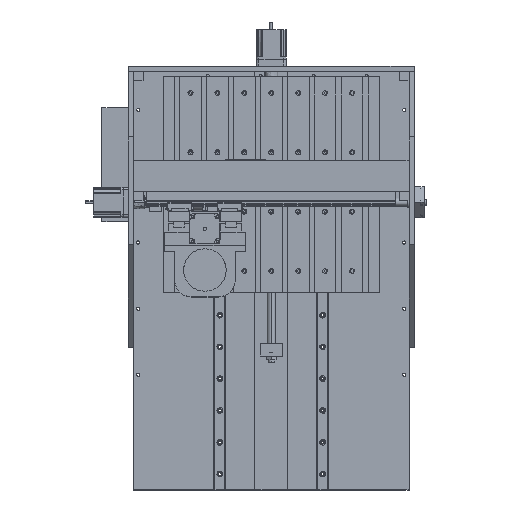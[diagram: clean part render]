
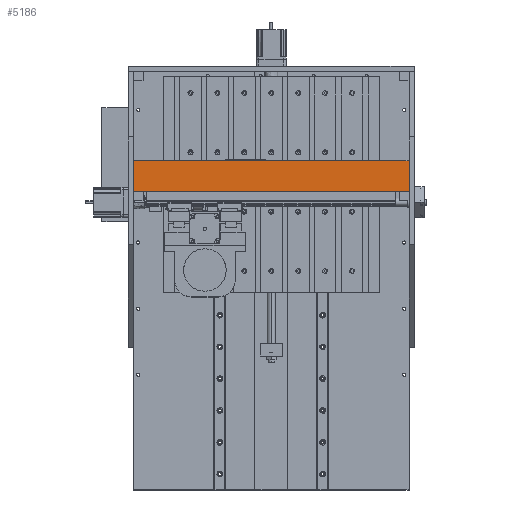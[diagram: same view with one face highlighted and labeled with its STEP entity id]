
A CAD part, top view. The second image highlights one B-rep face of the part: STEP entity #5186.
In plain terms, the highlighted planar face has unit normal (0, 0, 1).
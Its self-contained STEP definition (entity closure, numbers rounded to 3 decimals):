
#5186=ADVANCED_FACE('',(#11217),#99024,.T.);
#11217=FACE_OUTER_BOUND('',#18211,.T.);
#18211=EDGE_LOOP('',(#37966,#37967,#37968,#37969));
#37966=ORIENTED_EDGE('',*,*,#60933,.T.);
#37967=ORIENTED_EDGE('',*,*,#60934,.T.);
#37968=ORIENTED_EDGE('',*,*,#60935,.F.);
#37969=ORIENTED_EDGE('',*,*,#60931,.F.);
#60931=EDGE_CURVE('',#89223,#89224,#80428,.T.);
#60933=EDGE_CURVE('',#89223,#89225,#80430,.T.);
#60934=EDGE_CURVE('',#89225,#89226,#80431,.T.);
#60935=EDGE_CURVE('',#89224,#89226,#80432,.T.);
#80428=B_SPLINE_CURVE_WITH_KNOTS('',1,(#165858,#165859),.UNSPECIFIED.,.F.,
 .F.,(2,2),(0.,520.),.UNSPECIFIED.);
#80430=B_SPLINE_CURVE_WITH_KNOTS('',1,(#165862,#165863),.UNSPECIFIED.,.F.,
 .F.,(2,2),(-476.667,-419.517),.UNSPECIFIED.);
#80431=B_SPLINE_CURVE_WITH_KNOTS('',1,(#165864,#165865),.UNSPECIFIED.,.F.,
 .F.,(2,2),(0.,520.),.UNSPECIFIED.);
#80432=B_SPLINE_CURVE_WITH_KNOTS('',1,(#165866,#165867),.UNSPECIFIED.,.F.,
 .F.,(2,2),(-476.667,-419.517),.UNSPECIFIED.);
#89223=VERTEX_POINT('',#165608);
#89224=VERTEX_POINT('',#165609);
#89225=VERTEX_POINT('',#165610);
#89226=VERTEX_POINT('',#165611);
#99024=PLANE('',#101213);
#101213=AXIS2_PLACEMENT_3D('',#163947,#103385,$);
#103385=DIRECTION('',(0.,0.,1.));
#163947=CARTESIAN_POINT('',(-260.,-169.31,441.325));
#165608=CARTESIAN_POINT('',(-260.,-169.31,441.325));
#165609=CARTESIAN_POINT('',(260.,-169.31,441.325));
#165610=CARTESIAN_POINT('',(-260.,-226.46,441.325));
#165611=CARTESIAN_POINT('',(260.,-226.46,441.325));
#165858=CARTESIAN_POINT('',(-260.,-169.31,441.325));
#165859=CARTESIAN_POINT('',(260.,-169.31,441.325));
#165862=CARTESIAN_POINT('',(-260.,-169.31,441.325));
#165863=CARTESIAN_POINT('',(-260.,-226.46,441.325));
#165864=CARTESIAN_POINT('',(-260.,-226.46,441.325));
#165865=CARTESIAN_POINT('',(260.,-226.46,441.325));
#165866=CARTESIAN_POINT('',(260.,-169.31,441.325));
#165867=CARTESIAN_POINT('',(260.,-226.46,441.325));
